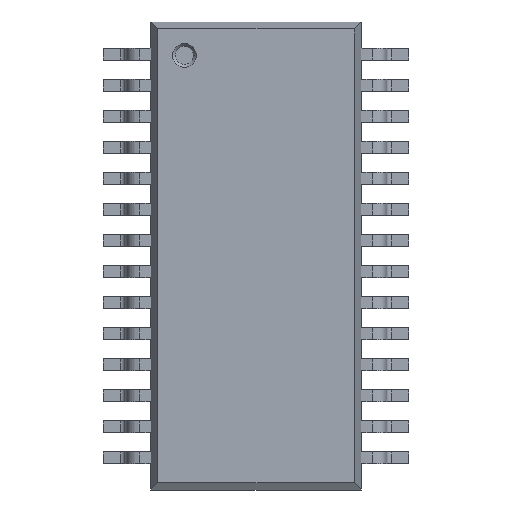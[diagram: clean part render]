
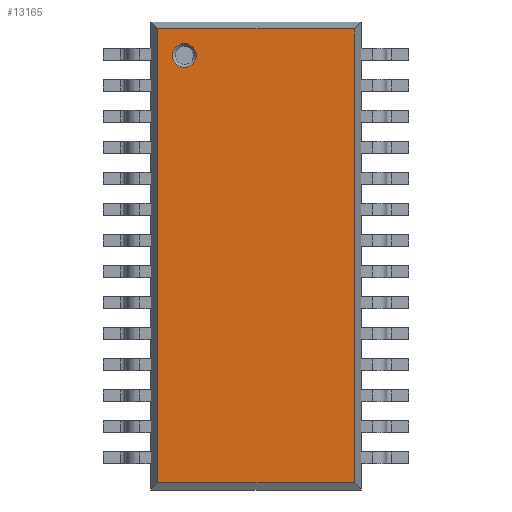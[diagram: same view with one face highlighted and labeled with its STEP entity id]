
A CAD part, top view. The second image highlights one B-rep face of the part: STEP entity #13165.
In plain terms, the highlighted planar face has unit normal (0, 0, 1).
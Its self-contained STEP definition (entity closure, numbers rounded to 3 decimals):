
#1331 = CARTESIAN_POINT ( 'NONE',  ( -2.053, 4.9, 1.2 ) ) ;
#1332 = DIRECTION ( 'NONE',  ( 0., -1., 0. ) ) ;
#1533 = CARTESIAN_POINT ( 'NONE',  ( -2.2, -4.753, 1.2 ) ) ;
#1534 = DIRECTION ( 'NONE',  ( 1., 0., 0. ) ) ;
#1615 = CARTESIAN_POINT ( 'NONE',  ( 2.053, 4.9, 1.2 ) ) ;
#1616 = DIRECTION ( 'NONE',  ( 0., 1., 0. ) ) ;
#1617 = CARTESIAN_POINT ( 'NONE',  ( -2.2, 4.753, 1.2 ) ) ;
#1618 = DIRECTION ( 'NONE',  ( -1., 0., 0. ) ) ;
#1619 = CARTESIAN_POINT ( 'NONE',  ( -1.5, 4.2, 1.2 ) ) ;
#1620 = DIRECTION ( 'NONE',  ( 0., 0., 1. ) ) ;
#1621 = DIRECTION ( 'NONE',  ( 1., 0., 0. ) ) ;
#2019 = CIRCLE ( 'NONE', #2024, 0.25 ) ;
#2022 = VECTOR ( 'NONE', #1616, 1000. ) ;
#2023 = VECTOR ( 'NONE', #1618, 1000. ) ;
#2024 = AXIS2_PLACEMENT_3D ( 'NONE', #1619, #1620, #1621 ) ;
#2352 = CIRCLE ( 'NONE', #2360, 0.25 ) ;
#2360 = AXIS2_PLACEMENT_3D ( 'NONE', #3497, #3498, #3499 ) ;
#2408 = AXIS2_PLACEMENT_3D ( 'NONE', #3662, #3663, #3664 ) ;
#3497 = CARTESIAN_POINT ( 'NONE',  ( -1.5, 4.2, 1.2 ) ) ;
#3498 = DIRECTION ( 'NONE',  ( 0., 0., 1. ) ) ;
#3499 = DIRECTION ( 'NONE',  ( 1., 0., 0. ) ) ;
#3661 = PLANE ( 'NONE',  #2408 ) ;
#3662 = CARTESIAN_POINT ( 'NONE',  ( -2.2, -4.9, 1.2 ) ) ;
#3663 = DIRECTION ( 'NONE',  ( 0., 0., 1. ) ) ;
#3664 = DIRECTION ( 'NONE',  ( 1., 0., 0. ) ) ;
#4160 = FACE_BOUND ( 'NONE', #14861, .T. ) ;
#4161 = FACE_OUTER_BOUND ( 'NONE', #14822, .T. ) ;
#4529 = CARTESIAN_POINT ( 'NONE',  ( -1.25, 4.2, 1.2 ) ) ;
#4530 = CARTESIAN_POINT ( 'NONE',  ( -1.75, 4.2, 1.2 ) ) ;
#4558 = CARTESIAN_POINT ( 'NONE',  ( -2.053, 4.753, 1.2 ) ) ;
#4596 = CARTESIAN_POINT ( 'NONE',  ( -2.053, -4.753, 1.2 ) ) ;
#4642 = CARTESIAN_POINT ( 'NONE',  ( 2.053, -4.753, 1.2 ) ) ;
#4669 = CARTESIAN_POINT ( 'NONE',  ( 2.053, 4.753, 1.2 ) ) ;
#12880 = EDGE_CURVE ( 'NONE', #13253, #13291, #15433, .T. ) ;
#12981 = EDGE_CURVE ( 'NONE', #13291, #13337, #15534, .T. ) ;
#13022 = EDGE_CURVE ( 'NONE', #13337, #13364, #15575, .T. ) ;
#13023 = EDGE_CURVE ( 'NONE', #13364, #13253, #15576, .T. ) ;
#13024 = EDGE_CURVE ( 'NONE', #13224, #13225, #2019, .T. ) ;
#13148 = EDGE_CURVE ( 'NONE', #13225, #13224, #2352, .T. ) ;
#13165 = ADVANCED_FACE ( 'NONE', ( #4160, #4161 ), #3661, .T. ) ;
#13224 = VERTEX_POINT ( 'NONE', #4529 ) ;
#13225 = VERTEX_POINT ( 'NONE', #4530 ) ;
#13253 = VERTEX_POINT ( 'NONE', #4558 ) ;
#13291 = VERTEX_POINT ( 'NONE', #4596 ) ;
#13337 = VERTEX_POINT ( 'NONE', #4642 ) ;
#13364 = VERTEX_POINT ( 'NONE', #4669 ) ;
#14272 = ORIENTED_EDGE ( 'NONE', *, *, #12880, .T. ) ;
#14274 = ORIENTED_EDGE ( 'NONE', *, *, #13024, .F. ) ;
#14275 = ORIENTED_EDGE ( 'NONE', *, *, #13023, .T. ) ;
#14276 = ORIENTED_EDGE ( 'NONE', *, *, #13148, .F. ) ;
#14277 = ORIENTED_EDGE ( 'NONE', *, *, #12981, .T. ) ;
#14278 = ORIENTED_EDGE ( 'NONE', *, *, #13022, .T. ) ;
#14822 = EDGE_LOOP ( 'NONE', ( #14272, #14277, #14278, #14275 ) ) ;
#14861 = EDGE_LOOP ( 'NONE', ( #14274, #14276 ) ) ;
#15433 = LINE ( 'NONE', #1331, #15630 ) ;
#15534 = LINE ( 'NONE', #1533, #16049 ) ;
#15575 = LINE ( 'NONE', #1615, #2022 ) ;
#15576 = LINE ( 'NONE', #1617, #2023 ) ;
#15630 = VECTOR ( 'NONE', #1332, 1000. ) ;
#16049 = VECTOR ( 'NONE', #1534, 1000. ) ;
